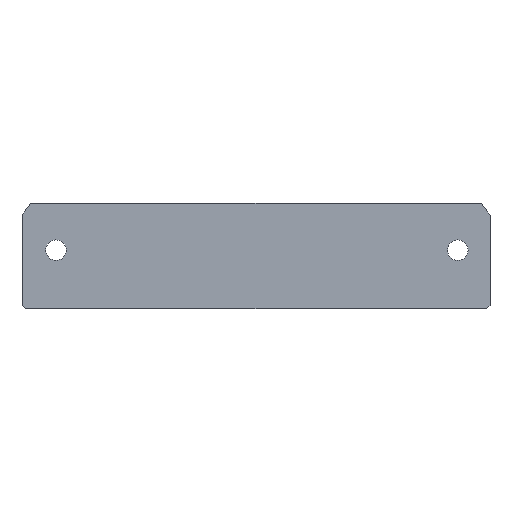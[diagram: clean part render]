
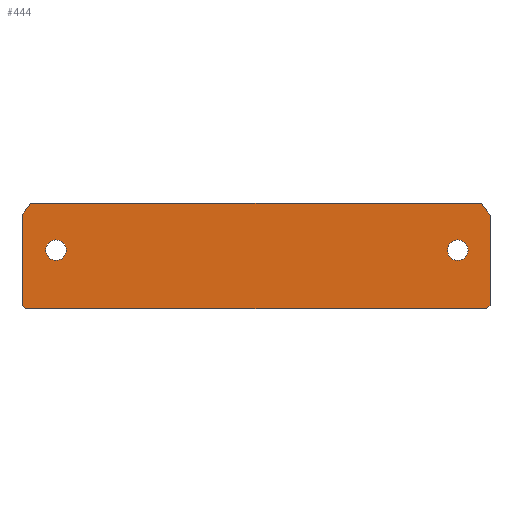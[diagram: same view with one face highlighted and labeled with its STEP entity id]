
A CAD part, front view. The second image highlights one B-rep face of the part: STEP entity #444.
In plain terms, the highlighted planar face has unit normal (0, -1, 0).
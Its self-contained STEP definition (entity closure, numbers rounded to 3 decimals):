
#29 = ORIENTED_EDGE ( 'NONE', *, *, #579, .T. ) ;
#40 = VERTEX_POINT ( 'NONE', #61 ) ;
#47 = AXIS2_PLACEMENT_3D ( 'NONE', #1090, #1849, #1414 ) ;
#57 = EDGE_CURVE ( 'NONE', #720, #1236, #612, .T. ) ;
#61 = CARTESIAN_POINT ( 'NONE',  ( -104.558, -0.73, 32.94 ) ) ;
#66 = VERTEX_POINT ( 'NONE', #1575 ) ;
#72 = EDGE_CURVE ( 'NONE', #1220, #40, #903, .T. ) ;
#89 = LINE ( 'NONE', #220, #809 ) ;
#114 = DIRECTION ( 'NONE',  ( 0., 0., 1. ) ) ;
#122 = CARTESIAN_POINT ( 'NONE',  ( 6.447, -0.73, 47.94 ) ) ;
#130 = CARTESIAN_POINT ( 'NONE',  ( 14.735, -0.73, 42.94 ) ) ;
#133 = LINE ( 'NONE', #1095, #1238 ) ;
#148 = VECTOR ( 'NONE', #1443, 1000. ) ;
#166 = EDGE_CURVE ( 'NONE', #720, #238, #784, .T. ) ;
#220 = CARTESIAN_POINT ( 'NONE',  ( -105.558, -0.73, 42.94 ) ) ;
#238 = VERTEX_POINT ( 'NONE', #1769 ) ;
#269 = EDGE_CURVE ( 'NONE', #1881, #1999, #1403, .T. ) ;
#270 = DIRECTION ( 'NONE',  ( 0., 1., 0. ) ) ;
#281 = CARTESIAN_POINT ( 'NONE',  ( 3.797, -0.73, 47.94 ) ) ;
#329 = VERTEX_POINT ( 'NONE', #1320 ) ;
#350 = AXIS2_PLACEMENT_3D ( 'NONE', #122, #760, #1735 ) ;
#356 = CARTESIAN_POINT ( 'NONE',  ( -96.825, -0.73, 47.94 ) ) ;
#423 = CARTESIAN_POINT ( 'NONE',  ( -105.558, -0.73, 33.694 ) ) ;
#430 = FACE_OUTER_BOUND ( 'NONE', #519, .T. ) ;
#444 = ADVANCED_FACE ( 'NONE', ( #1542, #430, #1848 ), #1700, .F. ) ;
#455 = CARTESIAN_POINT ( 'NONE',  ( -96.825, -0.73, 47.94 ) ) ;
#463 = DIRECTION ( 'NONE',  ( 0., 1., 0. ) ) ;
#495 = AXIS2_PLACEMENT_3D ( 'NONE', #356, #837, #1738 ) ;
#519 = EDGE_LOOP ( 'NONE', ( #1138, #1736, #1005, #1308, #1201, #1258, #1468, #29 ) ) ;
#541 = DIRECTION ( 'NONE',  ( -1., 0., 0. ) ) ;
#546 = EDGE_CURVE ( 'NONE', #1999, #1881, #1200, .T. ) ;
#579 = EDGE_CURVE ( 'NONE', #329, #66, #133, .T. ) ;
#612 = LINE ( 'NONE', #130, #1872 ) ;
#648 = CARTESIAN_POINT ( 'NONE',  ( 14.735, -0.73, 33.694 ) ) ;
#710 = CARTESIAN_POINT ( 'NONE',  ( -88.536, -0.73, 59.94 ) ) ;
#711 = CIRCLE ( 'NONE', #350, 2.65 ) ;
#720 = VERTEX_POINT ( 'NONE', #1775 ) ;
#760 = DIRECTION ( 'NONE',  ( 0., 1., 0. ) ) ;
#768 = CARTESIAN_POINT ( 'NONE',  ( -88.536, -0.73, 32.94 ) ) ;
#784 = LINE ( 'NONE', #1557, #1337 ) ;
#809 = VECTOR ( 'NONE', #861, 1000. ) ;
#810 = VECTOR ( 'NONE', #1843, 1000. ) ;
#837 = DIRECTION ( 'NONE',  ( 0., 1., 0. ) ) ;
#861 = DIRECTION ( 'NONE',  ( 0., 0., 1. ) ) ;
#892 = CARTESIAN_POINT ( 'NONE',  ( -105.558, -0.73, 33.694 ) ) ;
#903 = LINE ( 'NONE', #423, #810 ) ;
#913 = LINE ( 'NONE', #768, #1017 ) ;
#921 = CARTESIAN_POINT ( 'NONE',  ( 9.097, -0.73, 47.94 ) ) ;
#923 = DIRECTION ( 'NONE',  ( 0., 0., -1. ) ) ;
#957 = EDGE_CURVE ( 'NONE', #1621, #2042, #711, .T. ) ;
#1005 = ORIENTED_EDGE ( 'NONE', *, *, #1299, .T. ) ;
#1017 = VECTOR ( 'NONE', #1727, 1000. ) ;
#1071 = ORIENTED_EDGE ( 'NONE', *, *, #546, .T. ) ;
#1073 = AXIS2_PLACEMENT_3D ( 'NONE', #455, #463, #1401 ) ;
#1084 = VECTOR ( 'NONE', #541, 1000. ) ;
#1090 = CARTESIAN_POINT ( 'NONE',  ( 6.447, -0.73, 47.94 ) ) ;
#1095 = CARTESIAN_POINT ( 'NONE',  ( -105.558, -0.73, 56.94 ) ) ;
#1120 = EDGE_CURVE ( 'NONE', #1220, #66, #89, .T. ) ;
#1123 = EDGE_CURVE ( 'NONE', #238, #329, #1503, .T. ) ;
#1138 = ORIENTED_EDGE ( 'NONE', *, *, #1120, .F. ) ;
#1158 = EDGE_LOOP ( 'NONE', ( #1071, #1500 ) ) ;
#1176 = EDGE_LOOP ( 'NONE', ( #1561, #1770 ) ) ;
#1190 = VERTEX_POINT ( 'NONE', #1525 ) ;
#1200 = CIRCLE ( 'NONE', #1073, 2.65 ) ;
#1201 = ORIENTED_EDGE ( 'NONE', *, *, #57, .F. ) ;
#1220 = VERTEX_POINT ( 'NONE', #892 ) ;
#1236 = VERTEX_POINT ( 'NONE', #2036 ) ;
#1238 = VECTOR ( 'NONE', #1274, 1000. ) ;
#1258 = ORIENTED_EDGE ( 'NONE', *, *, #166, .T. ) ;
#1274 = DIRECTION ( 'NONE',  ( -0.602, 0., -0.799 ) ) ;
#1299 = EDGE_CURVE ( 'NONE', #40, #1190, #913, .T. ) ;
#1308 = ORIENTED_EDGE ( 'NONE', *, *, #1712, .T. ) ;
#1320 = CARTESIAN_POINT ( 'NONE',  ( -103.297, -0.73, 59.94 ) ) ;
#1330 = CARTESIAN_POINT ( 'NONE',  ( -94.175, -0.73, 47.94 ) ) ;
#1337 = VECTOR ( 'NONE', #1429, 1000. ) ;
#1343 = AXIS2_PLACEMENT_3D ( 'NONE', #1552, #270, #114 ) ;
#1401 = DIRECTION ( 'NONE',  ( 0., 0., 1. ) ) ;
#1403 = CIRCLE ( 'NONE', #495, 2.65 ) ;
#1414 = DIRECTION ( 'NONE',  ( 0., 0., 1. ) ) ;
#1429 = DIRECTION ( 'NONE',  ( -0.602, 0., 0.799 ) ) ;
#1443 = DIRECTION ( 'NONE',  ( 0.799, 0., 0.602 ) ) ;
#1468 = ORIENTED_EDGE ( 'NONE', *, *, #1123, .T. ) ;
#1500 = ORIENTED_EDGE ( 'NONE', *, *, #269, .T. ) ;
#1503 = LINE ( 'NONE', #710, #1084 ) ;
#1525 = CARTESIAN_POINT ( 'NONE',  ( 13.735, -0.73, 32.94 ) ) ;
#1542 = FACE_BOUND ( 'NONE', #1158, .T. ) ;
#1552 = CARTESIAN_POINT ( 'NONE',  ( -88.536, -0.73, 42.94 ) ) ;
#1557 = CARTESIAN_POINT ( 'NONE',  ( 12.475, -0.73, 59.94 ) ) ;
#1561 = ORIENTED_EDGE ( 'NONE', *, *, #1983, .T. ) ;
#1575 = CARTESIAN_POINT ( 'NONE',  ( -105.558, -0.73, 56.94 ) ) ;
#1621 = VERTEX_POINT ( 'NONE', #921 ) ;
#1700 = PLANE ( 'NONE',  #1343 ) ;
#1712 = EDGE_CURVE ( 'NONE', #1190, #1236, #1890, .T. ) ;
#1727 = DIRECTION ( 'NONE',  ( 1., 0., 0. ) ) ;
#1735 = DIRECTION ( 'NONE',  ( 0., 0., 1. ) ) ;
#1736 = ORIENTED_EDGE ( 'NONE', *, *, #72, .T. ) ;
#1738 = DIRECTION ( 'NONE',  ( 0., 0., 1. ) ) ;
#1769 = CARTESIAN_POINT ( 'NONE',  ( 12.475, -0.73, 59.94 ) ) ;
#1770 = ORIENTED_EDGE ( 'NONE', *, *, #957, .T. ) ;
#1775 = CARTESIAN_POINT ( 'NONE',  ( 14.735, -0.73, 56.94 ) ) ;
#1843 = DIRECTION ( 'NONE',  ( 0.799, 0., -0.602 ) ) ;
#1845 = CIRCLE ( 'NONE', #47, 2.65 ) ;
#1848 = FACE_BOUND ( 'NONE', #1176, .T. ) ;
#1849 = DIRECTION ( 'NONE',  ( 0., 1., 0. ) ) ;
#1872 = VECTOR ( 'NONE', #923, 1000. ) ;
#1881 = VERTEX_POINT ( 'NONE', #1330 ) ;
#1890 = LINE ( 'NONE', #648, #148 ) ;
#1983 = EDGE_CURVE ( 'NONE', #2042, #1621, #1845, .T. ) ;
#1994 = CARTESIAN_POINT ( 'NONE',  ( -99.475, -0.73, 47.94 ) ) ;
#1999 = VERTEX_POINT ( 'NONE', #1994 ) ;
#2036 = CARTESIAN_POINT ( 'NONE',  ( 14.735, -0.73, 33.694 ) ) ;
#2042 = VERTEX_POINT ( 'NONE', #281 ) ;
